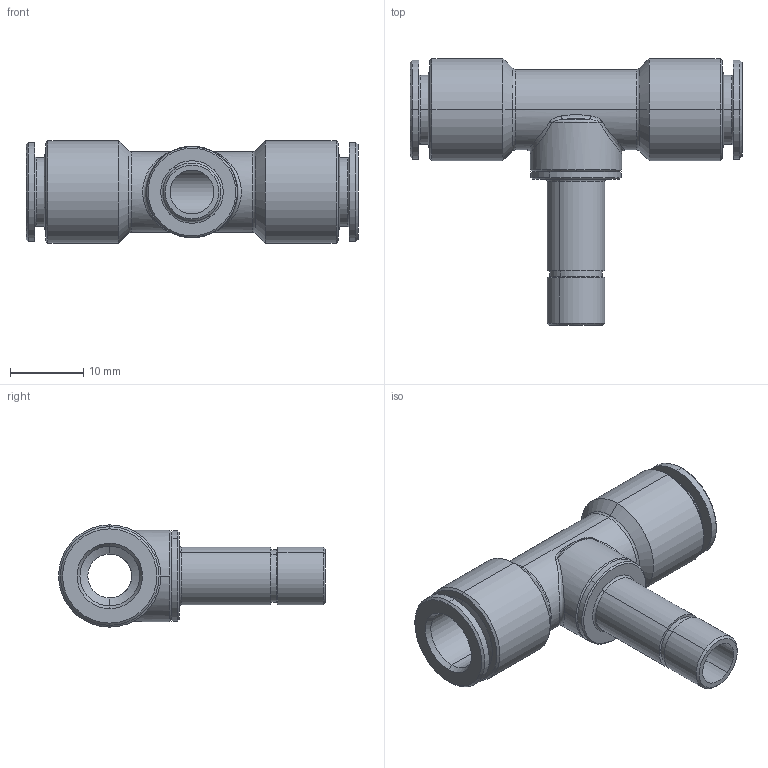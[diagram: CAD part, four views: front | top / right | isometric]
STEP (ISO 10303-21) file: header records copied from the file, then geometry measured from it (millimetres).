
FILE_DESCRIPTION (( 'STEP AP203' ), '1' );
FILE_NAME ('A0344040.STEP', '2009-04-09T11:32:29', ( '' ), ( 'sopra-pneumatic' ), 'SwSTEP 2.0', 'SolidWorks 2009', '' );
FILE_SCHEMA (( 'CONFIG_CONTROL_DESIGN' ));
Length unit declared in the file: millimetre
Products named in the file (1): A0344040
Bounding box: 45.4 x 36.5 x 14 mm (x, y, z)
Volume: 4384.8 mm3; surface area: 4553.9 mm2
Topology: 1 solids, 1 shells, 97 faces, 204 edges, 116 vertices
Faces by surface type: cone 38, cylinder 33, plane 10, torus 8, bspline 8
Entity records: 3123 total; most frequent: CARTESIAN_POINT 966, DIRECTION 474, ORIENTED_EDGE 408, EDGE_CURVE 204, AXIS2_PLACEMENT_3D 202, VERTEX_POINT 116, CIRCLE 112, EDGE_LOOP 108
